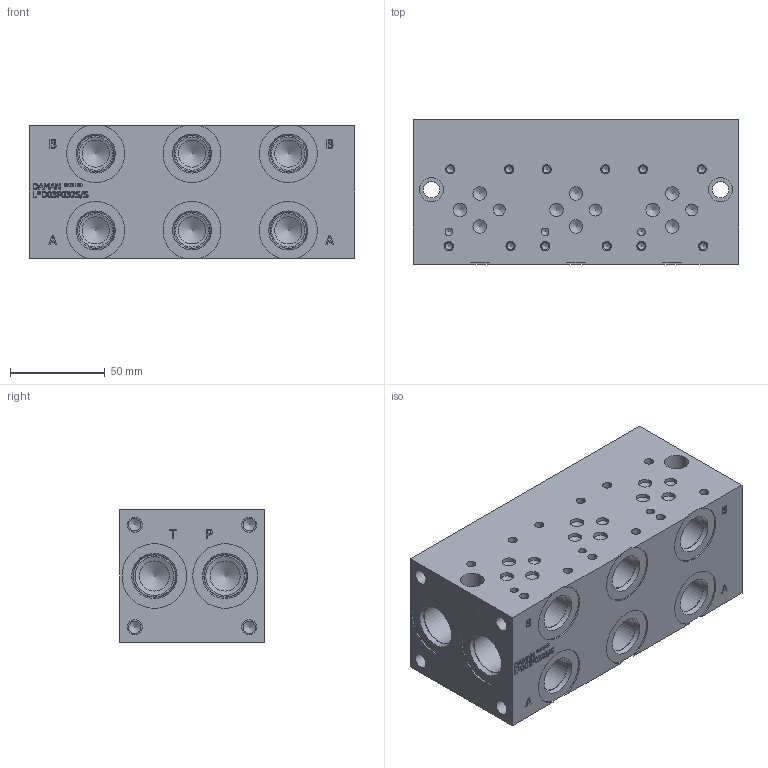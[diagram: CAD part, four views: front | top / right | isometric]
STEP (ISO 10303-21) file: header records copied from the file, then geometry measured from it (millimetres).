
FILE_DESCRIPTION(/* description */ (''),/* implementation_level */ '2;1');
FILE_NAME(/* name */ 'L_D03P032S_S.stp',/* time_stamp */ '2022-10-27T12:53:13-04:00',/* author */ ('mikeh'),/* organization */ (''),/* preprocessor_version */ 'ST-DEVELOPER v18',/* originating_system */ 'Autodesk Inventor 2020',/* authorisation */ '');
FILE_SCHEMA (('AUTOMOTIVE_DESIGN { 1 0 10303 214 3 1 1 }'));
Length unit declared in the file: millimetre
Products named in the file (1): Part_LAD03P032S_S_3D
Bounding box: 171.45 x 76.2 x 69.85 mm (x, y, z)
Volume: 799958.4 mm3; surface area: 89031 mm2
Topology: 1 solids, 1 shells, 730 faces, 2013 edges, 1368 vertices
Faces by surface type: plane 364, bspline 173, cylinder 115, cone 78
Full cylindrical faces by diameter (mm): 3.785 x12, 3.962 x3, 4.826 x12, 6.35 x3, 6.528 x8, 7.137 x9, 7.925 x8, 8.738 x2, 12.7 x2, 13.487 x1, 14.3 x6, 15.875 x4, 17.45 x1, 17.501 x6, 18.542 x1, 19.05 x6, 19.253 x6, 19.99 x1, 20.447 x4, 20.625 x1, 21.819 x1, 22.23 x4, 22.555 x4, 34.138 x4
Entity records: 24590 total; most frequent: CARTESIAN_POINT 6315, ORIENTED_EDGE 3934, DIRECTION 3155, EDGE_CURVE 1967, VERTEX_POINT 1368, LINE 1203, VECTOR 1203, AXIS2_PLACEMENT_3D 976
